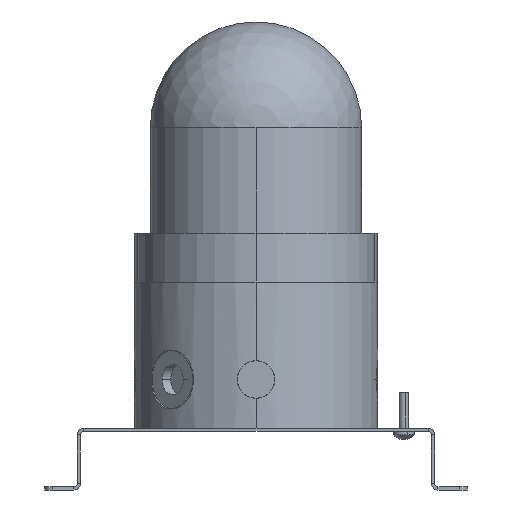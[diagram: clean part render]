
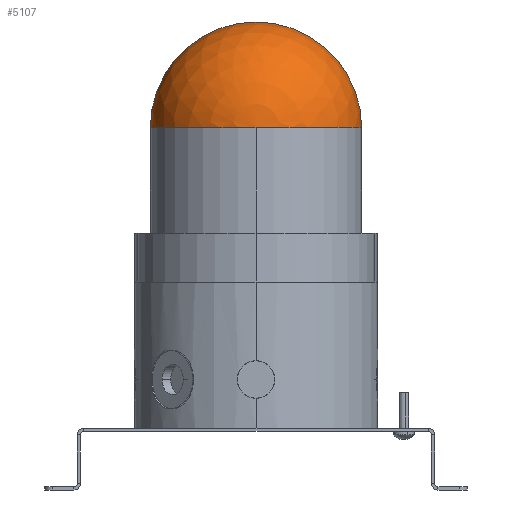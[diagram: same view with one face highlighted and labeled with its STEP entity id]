
A CAD part, front view. The second image highlights one B-rep face of the part: STEP entity #5107.
In plain terms, the highlighted spherical face has radius 65 mm.
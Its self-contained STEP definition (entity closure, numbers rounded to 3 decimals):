
#407 = DIRECTION ( 'NONE',  ( 0., -1., 0. ) ) ;
#961 = VERTEX_POINT ( 'NONE', #2268 ) ;
#1001 = ORIENTED_EDGE ( 'NONE', *, *, #1119, .F. ) ;
#1032 = DIRECTION ( 'NONE',  ( 0., 0., -1. ) ) ;
#1119 = EDGE_CURVE ( 'Defeatured_0_55+Defeatured_0_54+Defeatured_0_54+Defeatured_0_54', #2811, #961, #2581, .T. ) ;
#1167 = DIRECTION ( 'NONE',  ( 0., -1., 0. ) ) ;
#1252 = ORIENTED_EDGE ( 'NONE', *, *, #2089, .F. ) ;
#1268 = DIRECTION ( 'NONE',  ( 0., 0., 1. ) ) ;
#1317 = CIRCLE ( 'NONE', #4555, 65. ) ;
#1346 = VERTEX_POINT ( 'NONE', #3880 ) ;
#1417 = AXIS2_PLACEMENT_3D ( 'NONE', #3495, #5203, #1268 ) ;
#1961 = CARTESIAN_POINT ( 'NONE',  ( 65., -259.5, 223. ) ) ;
#1993 = CARTESIAN_POINT ( 'NONE',  ( 0., -259.5, 223. ) ) ;
#2089 = EDGE_CURVE ( 'Defeatured_0_55+Defeatured_0_54+Defeatured_0_54+Defeatured_0_54', #3845, #2811, #5579, .T. ) ;
#2128 = ORIENTED_EDGE ( 'NONE', *, *, #3521, .T. ) ;
#2190 = DIRECTION ( 'NONE',  ( 1., 0., 0. ) ) ;
#2268 = CARTESIAN_POINT ( 'NONE',  ( -65., -259.5, 223. ) ) ;
#2581 = CIRCLE ( 'NONE', #2792, 65. ) ;
#2628 = SPHERICAL_SURFACE ( 'NONE', #3023, 65. ) ;
#2792 = AXIS2_PLACEMENT_3D ( 'NONE', #4987, #1032, #2828 ) ;
#2811 = VERTEX_POINT ( 'NONE', #3479 ) ;
#2828 = DIRECTION ( 'NONE',  ( 0., 1., 0. ) ) ;
#2963 = DIRECTION ( 'NONE',  ( 1., 0., 0. ) ) ;
#3023 = AXIS2_PLACEMENT_3D ( 'NONE', #4381, #407, #2190 ) ;
#3074 = FACE_OUTER_BOUND ( 'NONE', #5288, .T. ) ;
#3338 = EDGE_CURVE ( 'NONE', #1346, #3845, #3916, .T. ) ;
#3479 = CARTESIAN_POINT ( 'NONE',  ( 0., -324.5, 223. ) ) ;
#3495 = CARTESIAN_POINT ( 'NONE',  ( 0., -259.5, 223. ) ) ;
#3521 = EDGE_CURVE ( 'NONE', #1346, #961, #1317, .T. ) ;
#3709 = ORIENTED_EDGE ( 'NONE', *, *, #3338, .F. ) ;
#3765 = DIRECTION ( 'NONE',  ( 0., 0., -1. ) ) ;
#3845 = VERTEX_POINT ( 'NONE', #1961 ) ;
#3880 = CARTESIAN_POINT ( 'NONE',  ( 0., -259.5, 288. ) ) ;
#3916 = CIRCLE ( 'NONE', #1417, 65. ) ;
#4306 = AXIS2_PLACEMENT_3D ( 'NONE', #1993, #3765, #5474 ) ;
#4381 = CARTESIAN_POINT ( 'NONE',  ( 0., -259.5, 223. ) ) ;
#4555 = AXIS2_PLACEMENT_3D ( 'NONE', #5113, #1167, #2963 ) ;
#4987 = CARTESIAN_POINT ( 'NONE',  ( 0., -259.5, 223. ) ) ;
#5107 = ADVANCED_FACE ( 'Defeatured_0_54', ( #3074 ), #2628, .T. ) ;
#5113 = CARTESIAN_POINT ( 'NONE',  ( 0., -259.5, 223. ) ) ;
#5203 = DIRECTION ( 'NONE',  ( 0., 1., 0. ) ) ;
#5288 = EDGE_LOOP ( 'NONE', ( #3709, #2128, #1001, #1252 ) ) ;
#5474 = DIRECTION ( 'NONE',  ( 0., 1., 0. ) ) ;
#5579 = CIRCLE ( 'NONE', #4306, 65. ) ;
